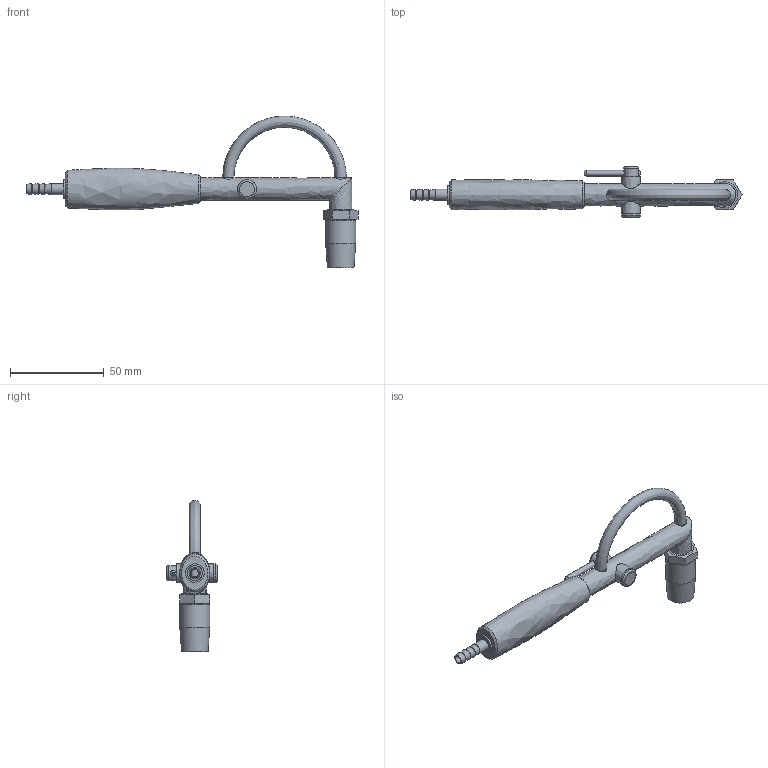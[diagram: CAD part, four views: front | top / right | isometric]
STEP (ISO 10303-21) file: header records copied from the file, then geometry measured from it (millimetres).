
FILE_DESCRIPTION(('FreeCAD Model'),'2;1');
FILE_NAME('Open CASCADE Shape Model','2025-05-04T14:15:22',('FreeCAD'),( 'FreeCAD'),'Open CASCADE STEP processor 7.6','FreeCAD','Unknown');
FILE_SCHEMA(('AUTOMOTIVE_DESIGN { 1 0 10303 214 1 1 1 1 }'));
Length unit declared in the file: millimetre
Products named in the file (1): Open CASCADE STEP translator 7.6 1
Bounding box: 177.34 x 27.02 x 81 mm (x, y, z)
Volume: 25474.1 mm3; surface area: 30304.4 mm2
Topology: 15 solids, 15 shells, 131 faces, 263 edges, 165 vertices
Faces by surface type: bspline 131
Entity records: 14115 total; most frequent: CARTESIAN_POINT 12437, ORIENTED_EDGE 522, EDGE_CURVE 261, FACE_BOUND 174, EDGE_LOOP 174, VERTEX_POINT 161, B_SPLINE_CURVE_WITH_KNOTS 157, ADVANCED_FACE 131
